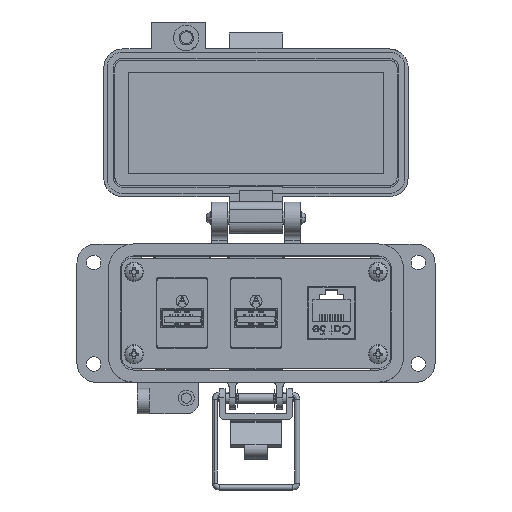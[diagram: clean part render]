
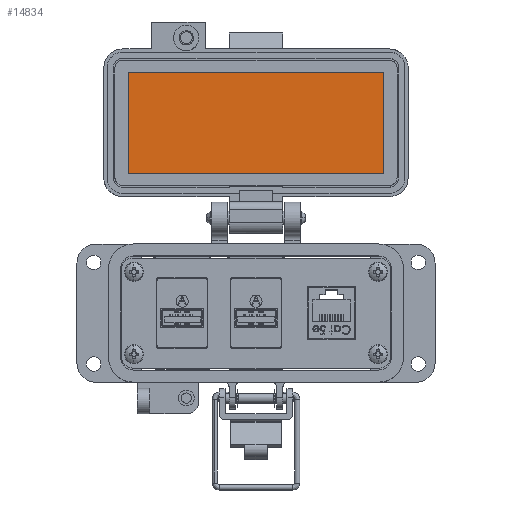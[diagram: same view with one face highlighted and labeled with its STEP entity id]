
A CAD part, top view. The second image highlights one B-rep face of the part: STEP entity #14834.
In plain terms, the highlighted planar face has unit normal (0, 0, 1).
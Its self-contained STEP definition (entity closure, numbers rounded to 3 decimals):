
#595 = DIRECTION ( 'NONE',  ( 0., 0., 1. ) ) ;
#1405 = EDGE_CURVE ( 'NONE', #7634, #26375, #32123, .T. ) ;
#2711 = CARTESIAN_POINT ( 'NONE',  ( -40.25, 51.154, -25.55 ) ) ;
#5029 = ORIENTED_EDGE ( 'NONE', *, *, #14430, .F. ) ;
#5064 = CARTESIAN_POINT ( 'NONE',  ( 40.25, 83.154, -25.55 ) ) ;
#6915 = EDGE_CURVE ( 'NONE', #37373, #7634, #16821, .T. ) ;
#7634 = VERTEX_POINT ( 'NONE', #45643 ) ;
#8606 = ORIENTED_EDGE ( 'NONE', *, *, #1405, .F. ) ;
#11206 = CARTESIAN_POINT ( 'NONE',  ( 42., 51.154, -25.55 ) ) ;
#11981 = CARTESIAN_POINT ( 'NONE',  ( -40.25, 67.154, -25.55 ) ) ;
#12270 = VECTOR ( 'NONE', #51463, 1000. ) ;
#14430 = EDGE_CURVE ( 'NONE', #26375, #43607, #59527, .T. ) ;
#14834 = ADVANCED_FACE ( 'NONE', ( #15083 ), #25095, .T. ) ;
#15083 = FACE_OUTER_BOUND ( 'NONE', #39488, .T. ) ;
#15401 = DIRECTION ( 'NONE',  ( 0., -1., 0. ) ) ;
#16821 = LINE ( 'NONE', #11981, #26499 ) ;
#23115 = CARTESIAN_POINT ( 'NONE',  ( 40.25, 51.154, -25.55 ) ) ;
#25095 = PLANE ( 'NONE',  #63591 ) ;
#26375 = VERTEX_POINT ( 'NONE', #5064 ) ;
#26499 = VECTOR ( 'NONE', #51330, 1000. ) ;
#31113 = DIRECTION ( 'NONE',  ( 0., -1., 0. ) ) ;
#31533 = DIRECTION ( 'NONE',  ( -1., 0., 0. ) ) ;
#32123 = LINE ( 'NONE', #36655, #12270 ) ;
#33448 = ORIENTED_EDGE ( 'NONE', *, *, #6915, .F. ) ;
#34006 = VECTOR ( 'NONE', #31113, 1000. ) ;
#34797 = CARTESIAN_POINT ( 'NONE',  ( -8.5, 67.154, -25.55 ) ) ;
#35959 = CARTESIAN_POINT ( 'NONE',  ( 40.25, 67.154, -25.55 ) ) ;
#36655 = CARTESIAN_POINT ( 'NONE',  ( -8.5, 83.154, -25.55 ) ) ;
#37373 = VERTEX_POINT ( 'NONE', #2711 ) ;
#39488 = EDGE_LOOP ( 'NONE', ( #8606, #33448, #40537, #5029 ) ) ;
#40537 = ORIENTED_EDGE ( 'NONE', *, *, #59749, .F. ) ;
#43607 = VERTEX_POINT ( 'NONE', #23115 ) ;
#45643 = CARTESIAN_POINT ( 'NONE',  ( -40.25, 83.154, -25.55 ) ) ;
#51330 = DIRECTION ( 'NONE',  ( 0., 1., 0. ) ) ;
#51463 = DIRECTION ( 'NONE',  ( 1., 0., 0. ) ) ;
#56027 = LINE ( 'NONE', #11206, #57544 ) ;
#57544 = VECTOR ( 'NONE', #31533, 1000. ) ;
#59527 = LINE ( 'NONE', #35959, #34006 ) ;
#59749 = EDGE_CURVE ( 'NONE', #43607, #37373, #56027, .T. ) ;
#63591 = AXIS2_PLACEMENT_3D ( 'NONE', #34797, #595, #15401 ) ;
